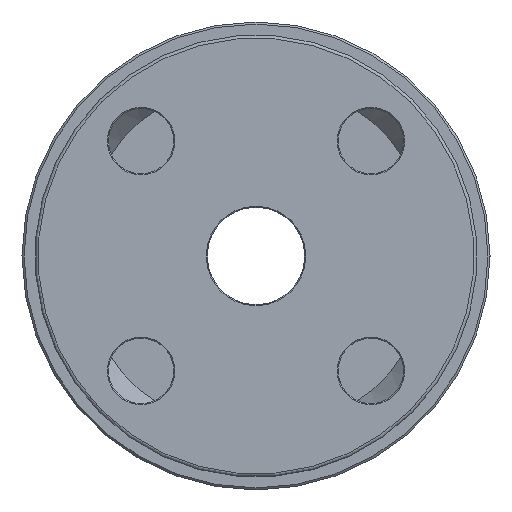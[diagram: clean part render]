
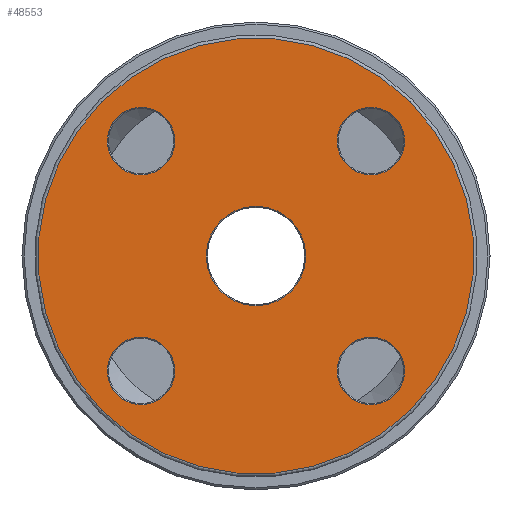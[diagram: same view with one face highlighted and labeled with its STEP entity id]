
A CAD part, front view. The second image highlights one B-rep face of the part: STEP entity #48553.
In plain terms, the highlighted planar face has unit normal (0, -1, 0).
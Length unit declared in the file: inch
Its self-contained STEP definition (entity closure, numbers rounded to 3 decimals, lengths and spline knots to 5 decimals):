
#48447=CARTESIAN_POINT('',(-1.48139,-2.25,1.48139));
#48448=VERTEX_POINT('',#48447);
#48449=CARTESIAN_POINT('',(0.,-2.25,0.));
#48450=DIRECTION('',(0.,1.0,0.));
#48451=DIRECTION('',(0.707,0.,-0.707));
#48452=AXIS2_PLACEMENT_3D('',#48449,#48450,#48451);
#48453=CIRCLE('',#48452,2.095);
#48454=EDGE_CURVE('',#48448,#48448,#48453,.T.);
#48490=CARTESIAN_POINT('',(-0.91676,-2.25,0.91676));
#48491=DIRECTION('',(0.0,-1.0,0.0));
#48492=DIRECTION('',(0.707,0.0,0.707));
#48493=AXIS2_PLACEMENT_3D('',#48490,#48491,#48492);
#48494=PLANE('',#48493);
#48495=ORIENTED_EDGE('',*,*,#48454,.F.);
#48496=EDGE_LOOP('',(#48495));
#48497=FACE_OUTER_BOUND('',#48496,.T.);
#48498=CARTESIAN_POINT('',(0.87504,-2.25,1.33466));
#48499=VERTEX_POINT('',#48498);
#48500=CARTESIAN_POINT('',(1.10485,-2.25,1.10485));
#48501=DIRECTION('',(0.,-1.0,0.));
#48502=DIRECTION('',(0.707,0.,-0.707));
#48503=AXIS2_PLACEMENT_3D('',#48500,#48501,#48502);
#48504=CIRCLE('',#48503,0.325);
#48505=EDGE_CURVE('',#48499,#48499,#48504,.T.);
#48506=ORIENTED_EDGE('',*,*,#48505,.F.);
#48507=EDGE_LOOP('',(#48506));
#48508=FACE_BOUND('',#48507,.T.);
#48509=CARTESIAN_POINT('',(1.33466,-2.25,-0.87504));
#48510=VERTEX_POINT('',#48509);
#48511=CARTESIAN_POINT('',(1.10485,-2.25,-1.10485));
#48512=DIRECTION('',(0.,-1.0,0.));
#48513=DIRECTION('',(-0.707,0.,-0.707));
#48514=AXIS2_PLACEMENT_3D('',#48511,#48512,#48513);
#48515=CIRCLE('',#48514,0.325);
#48516=EDGE_CURVE('',#48510,#48510,#48515,.T.);
#48517=ORIENTED_EDGE('',*,*,#48516,.F.);
#48518=EDGE_LOOP('',(#48517));
#48519=FACE_BOUND('',#48518,.T.);
#48520=CARTESIAN_POINT('',(-0.87504,-2.25,-1.33466));
#48521=VERTEX_POINT('',#48520);
#48522=CARTESIAN_POINT('',(-1.10485,-2.25,-1.10485));
#48523=DIRECTION('',(0.,-1.0,0.));
#48524=DIRECTION('',(-0.707,0.,0.707));
#48525=AXIS2_PLACEMENT_3D('',#48522,#48523,#48524);
#48526=CIRCLE('',#48525,0.325);
#48527=EDGE_CURVE('',#48521,#48521,#48526,.T.);
#48528=ORIENTED_EDGE('',*,*,#48527,.F.);
#48529=EDGE_LOOP('',(#48528));
#48530=FACE_BOUND('',#48529,.T.);
#48531=CARTESIAN_POINT('',(-0.338,-2.25,0.338));
#48532=VERTEX_POINT('',#48531);
#48533=CARTESIAN_POINT('',(0.,-2.25,0.));
#48534=DIRECTION('',(0.,-1.,0.));
#48535=DIRECTION('',(0.707,0.,-0.707));
#48536=AXIS2_PLACEMENT_3D('',#48533,#48534,#48535);
#48537=CIRCLE('',#48536,0.478);
#48538=EDGE_CURVE('',#48532,#48532,#48537,.T.);
#48539=ORIENTED_EDGE('',*,*,#48538,.F.);
#48540=EDGE_LOOP('',(#48539));
#48541=FACE_BOUND('',#48540,.T.);
#48542=CARTESIAN_POINT('',(-1.33466,-2.25,0.87504));
#48543=VERTEX_POINT('',#48542);
#48544=CARTESIAN_POINT('',(-1.10485,-2.25,1.10485));
#48545=DIRECTION('',(0.,-1.0,0.));
#48546=DIRECTION('',(0.707,0.,0.707));
#48547=AXIS2_PLACEMENT_3D('',#48544,#48545,#48546);
#48548=CIRCLE('',#48547,0.325);
#48549=EDGE_CURVE('',#48543,#48543,#48548,.T.);
#48550=ORIENTED_EDGE('',*,*,#48549,.F.);
#48551=EDGE_LOOP('',(#48550));
#48552=FACE_BOUND('',#48551,.T.);
#48553=ADVANCED_FACE('',(#48497,#48508,#48519,#48530,#48541,#48552),#48494,.T.);
